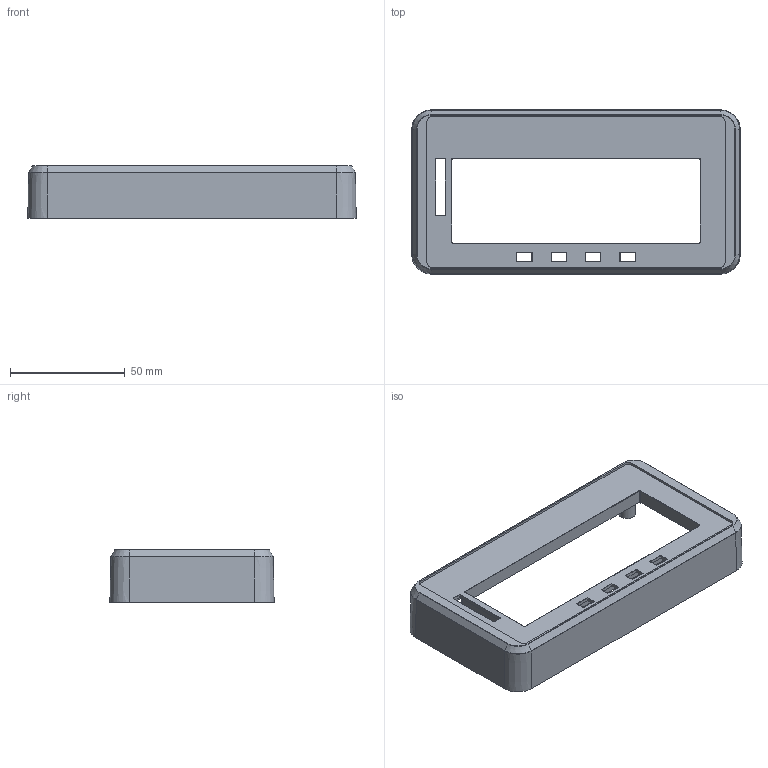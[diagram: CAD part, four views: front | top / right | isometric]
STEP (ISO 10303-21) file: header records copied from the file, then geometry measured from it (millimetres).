
FILE_DESCRIPTION (( 'STEP AP214' ), '1' );
FILE_NAME ('DEFINE-LPI610.STEP', '2025-10-08T16:39:24', ( '' ), ( '' ), 'SwSTEP 2.0', 'SolidWorks 2024', '' );
FILE_SCHEMA (( 'AUTOMOTIVE_DESIGN' ));
Length unit declared in the file: inch
Products named in the file (1): DEFINE-LPI610
Bounding box: 143 x 71.5 x 23 mm (x, y, z)
Volume: 33084.1 mm3; surface area: 34602.3 mm2
Topology: 1 solids, 1 shells, 206 faces, 496 edges, 304 vertices
Faces by surface type: cylinder 108, plane 66, cone 16, torus 16
Entity records: 6003 total; most frequent: CARTESIAN_POINT 1103, DIRECTION 1070, ORIENTED_EDGE 992, EDGE_CURVE 496, AXIS2_PLACEMENT_3D 399, VERTEX_POINT 304, VECTOR 272, LINE 272
